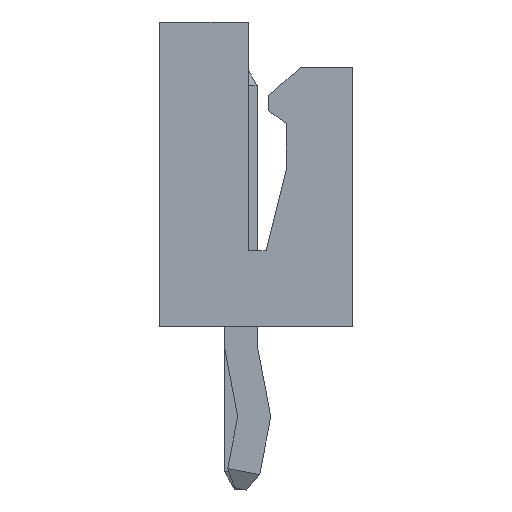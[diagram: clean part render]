
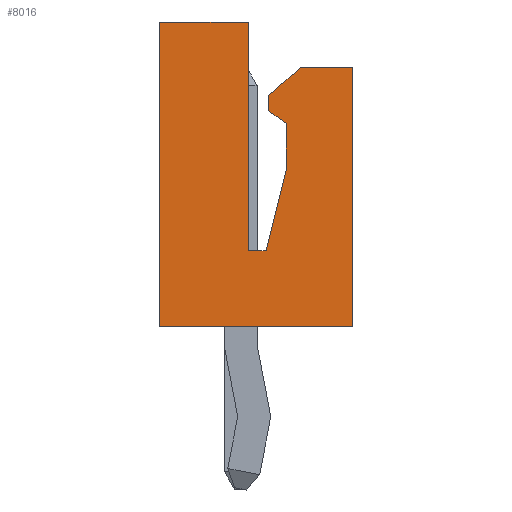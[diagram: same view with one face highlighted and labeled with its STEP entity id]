
A CAD part, left-side view. The second image highlights one B-rep face of the part: STEP entity #8016.
In plain terms, the highlighted planar face has unit normal (-1, 0, 0).
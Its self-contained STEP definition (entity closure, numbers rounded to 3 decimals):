
#543=ORIENTED_EDGE('',*,*,#1964,.F.);
#544=ORIENTED_EDGE('',*,*,#1961,.T.);
#545=ORIENTED_EDGE('',*,*,#1965,.F.);
#546=ORIENTED_EDGE('',*,*,#1915,.F.);
#547=ORIENTED_EDGE('',*,*,#1955,.T.);
#548=ORIENTED_EDGE('',*,*,#1966,.F.);
#549=ORIENTED_EDGE('',*,*,#1967,.F.);
#550=ORIENTED_EDGE('',*,*,#1968,.F.);
#551=ORIENTED_EDGE('',*,*,#1969,.F.);
#552=ORIENTED_EDGE('',*,*,#1970,.F.);
#553=ORIENTED_EDGE('',*,*,#1971,.F.);
#554=ORIENTED_EDGE('',*,*,#1972,.F.);
#1915=EDGE_CURVE('',#2634,#2635,#3220,.T.);
#1955=EDGE_CURVE('',#2634,#2673,#3260,.T.);
#1961=EDGE_CURVE('',#2680,#2679,#3266,.T.);
#1964=EDGE_CURVE('',#2680,#2682,#3269,.T.);
#1965=EDGE_CURVE('',#2635,#2679,#3270,.T.);
#1966=EDGE_CURVE('',#2683,#2673,#3271,.T.);
#1967=EDGE_CURVE('',#2684,#2683,#3272,.T.);
#1968=EDGE_CURVE('',#2685,#2684,#3273,.T.);
#1969=EDGE_CURVE('',#2686,#2685,#3274,.T.);
#1970=EDGE_CURVE('',#2687,#2686,#3275,.T.);
#1971=EDGE_CURVE('',#2688,#2687,#3276,.T.);
#1972=EDGE_CURVE('',#2682,#2688,#3277,.T.);
#2634=VERTEX_POINT('',#10599);
#2635=VERTEX_POINT('',#10601);
#2673=VERTEX_POINT('',#10679);
#2679=VERTEX_POINT('',#10692);
#2680=VERTEX_POINT('',#10694);
#2682=VERTEX_POINT('',#10700);
#2683=VERTEX_POINT('',#10703);
#2684=VERTEX_POINT('',#10705);
#2685=VERTEX_POINT('',#10707);
#2686=VERTEX_POINT('',#10709);
#2687=VERTEX_POINT('',#10711);
#2688=VERTEX_POINT('',#10713);
#3220=LINE('',#10600,#4011);
#3260=LINE('',#10680,#4051);
#3266=LINE('',#10693,#4057);
#3269=LINE('',#10699,#4060);
#3270=LINE('',#10701,#4061);
#3271=LINE('',#10702,#4062);
#3272=LINE('',#10704,#4063);
#3273=LINE('',#10706,#4064);
#3274=LINE('',#10708,#4065);
#3275=LINE('',#10710,#4066);
#3276=LINE('',#10712,#4067);
#3277=LINE('',#10714,#4068);
#4011=VECTOR('',#9071,1000.);
#4051=VECTOR('',#9113,1000.);
#4057=VECTOR('',#9121,1000.);
#4060=VECTOR('',#9126,1000.);
#4061=VECTOR('',#9127,1000.);
#4062=VECTOR('',#9128,1000.);
#4063=VECTOR('',#9129,1000.);
#4064=VECTOR('',#9130,1000.);
#4065=VECTOR('',#9131,1000.);
#4066=VECTOR('',#9132,1000.);
#4067=VECTOR('',#9133,1000.);
#4068=VECTOR('',#9134,1000.);
#4676=EDGE_LOOP('',(#543,#544,#545,#546,#547,#548,#549,#550,#551,#552,#553,
#554));
#5025=FACE_BOUND('',#4676,.T.);
#5366=PLANE('',#8379);
#8016=ADVANCED_FACE('',(#5025),#5366,.T.);
#8379=AXIS2_PLACEMENT_3D('',#10698,#9124,#9125);
#9071=DIRECTION('',(0.,1.,0.));
#9113=DIRECTION('',(0.,0.,1.));
#9121=DIRECTION('',(0.,1.,0.));
#9124=DIRECTION('',(-1.,0.,0.));
#9125=DIRECTION('',(0.,0.,1.));
#9126=DIRECTION('',(0.,0.,-1.));
#9127=DIRECTION('',(0.,0.,1.));
#9128=DIRECTION('',(0.,-1.,0.));
#9129=DIRECTION('',(0.,-0.748,0.664));
#9130=DIRECTION('',(0.,0.,1.));
#9131=DIRECTION('',(0.,0.814,0.581));
#9132=DIRECTION('',(0.,0.,1.));
#9133=DIRECTION('',(0.,-0.243,0.97));
#9134=DIRECTION('',(0.,-1.,0.));
#10599=CARTESIAN_POINT('',(-12.5,-1.9,-3.));
#10600=CARTESIAN_POINT('',(-12.5,-1.9,-3.));
#10601=CARTESIAN_POINT('',(-12.5,1.9,-3.));
#10679=CARTESIAN_POINT('',(-12.5,-1.9,2.1));
#10680=CARTESIAN_POINT('',(-12.5,-1.9,-3.));
#10692=CARTESIAN_POINT('',(-12.5,1.9,3.));
#10693=CARTESIAN_POINT('',(-12.5,-1.9,3.));
#10694=CARTESIAN_POINT('',(-12.5,0.15,3.));
#10698=CARTESIAN_POINT('',(-12.5,-1.9,-3.));
#10699=CARTESIAN_POINT('',(-12.5,0.15,-1.5));
#10700=CARTESIAN_POINT('',(-12.5,0.15,-1.5));
#10701=CARTESIAN_POINT('',(-12.5,1.9,-3.));
#10702=CARTESIAN_POINT('',(-12.5,-0.87,2.1));
#10703=CARTESIAN_POINT('',(-12.5,-0.87,2.1));
#10704=CARTESIAN_POINT('',(-12.5,-0.25,1.55));
#10705=CARTESIAN_POINT('',(-12.5,-0.25,1.55));
#10706=CARTESIAN_POINT('',(-12.5,-0.25,1.55));
#10707=CARTESIAN_POINT('',(-12.5,-0.25,1.25));
#10708=CARTESIAN_POINT('',(-12.5,-0.25,1.25));
#10709=CARTESIAN_POINT('',(-12.5,-0.6,1.));
#10710=CARTESIAN_POINT('',(-12.5,-0.6,1.));
#10711=CARTESIAN_POINT('',(-12.5,-0.6,0.1));
#10712=CARTESIAN_POINT('',(-12.5,-0.2,-1.5));
#10713=CARTESIAN_POINT('',(-12.5,-0.2,-1.5));
#10714=CARTESIAN_POINT('',(-12.5,0.15,-1.5));
